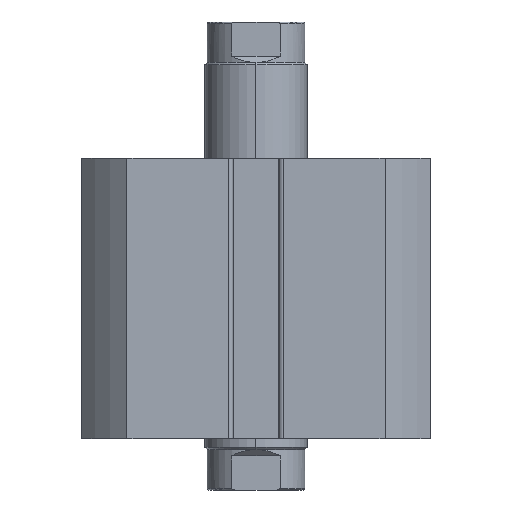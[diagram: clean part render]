
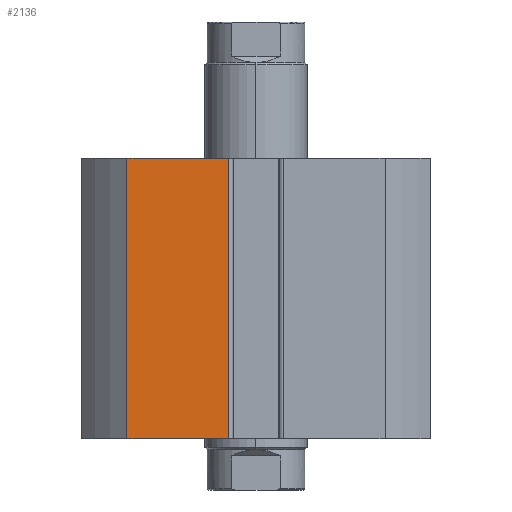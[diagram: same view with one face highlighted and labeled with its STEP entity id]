
A CAD part, front view. The second image highlights one B-rep face of the part: STEP entity #2136.
In plain terms, the highlighted planar face has unit normal (0, -1, 0).
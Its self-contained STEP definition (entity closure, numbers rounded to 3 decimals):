
#286 = LINE ( 'NONE', #5276, #287 ) ;
#287 = VECTOR ( 'NONE', #5275, 1000. ) ;
#343 = LINE ( 'NONE', #5785, #347 ) ;
#347 = VECTOR ( 'NONE', #5783, 1000. ) ;
#366 = LINE ( 'NONE', #5723, #370 ) ;
#370 = VECTOR ( 'NONE', #5792, 1000. ) ;
#376 = LINE ( 'NONE', #5077, #380 ) ;
#380 = VECTOR ( 'NONE', #5076, 1000. ) ;
#1273 = EDGE_CURVE ( 'NONE', #5543, #5542, #286, .T. ) ;
#1316 = EDGE_CURVE ( 'NONE', #5889, #5443, #343, .T. ) ;
#1330 = EDGE_CURVE ( 'NONE', #5443, #5542, #366, .T. ) ;
#1334 = EDGE_CURVE ( 'NONE', #5889, #5543, #376, .T. ) ;
#1583 = CARTESIAN_POINT ( 'NONE',  ( -15.166, -20.5, 0. ) ) ;
#2136 = ADVANCED_FACE ( 'NONE', ( #4654 ), #4298, .F. ) ;
#2312 = EDGE_LOOP ( 'NONE', ( #2819, #2818, #2817, #2816 ) ) ;
#2816 = ORIENTED_EDGE ( 'NONE', *, *, #1273, .F. ) ;
#2817 = ORIENTED_EDGE ( 'NONE', *, *, #1330, .T. ) ;
#2818 = ORIENTED_EDGE ( 'NONE', *, *, #1316, .T. ) ;
#2819 = ORIENTED_EDGE ( 'NONE', *, *, #1334, .F. ) ;
#3194 = AXIS2_PLACEMENT_3D ( 'NONE', #4301, #4307, #4308 ) ;
#4298 = PLANE ( 'NONE',  #3194 ) ;
#4301 = CARTESIAN_POINT ( 'NONE',  ( -20.5, -20.5, 33. ) ) ;
#4307 = DIRECTION ( 'NONE',  ( 0., 1., 0. ) ) ;
#4308 = DIRECTION ( 'NONE',  ( 0., 0., 1. ) ) ;
#4521 = CARTESIAN_POINT ( 'NONE',  ( -3.2, -20.5, 0. ) ) ;
#4571 = CARTESIAN_POINT ( 'NONE',  ( -3.2, -20.5, 33. ) ) ;
#4572 = CARTESIAN_POINT ( 'NONE',  ( -15.166, -20.5, 33. ) ) ;
#4654 = FACE_OUTER_BOUND ( 'NONE', #2312, .T. ) ;
#5076 = DIRECTION ( 'NONE',  ( 0., 0., 1. ) ) ;
#5077 = CARTESIAN_POINT ( 'NONE',  ( -15.166, -20.5, 0. ) ) ;
#5275 = DIRECTION ( 'NONE',  ( 1., 0., 0. ) ) ;
#5276 = CARTESIAN_POINT ( 'NONE',  ( -20.5, -20.5, 33. ) ) ;
#5443 = VERTEX_POINT ( 'NONE', #4521 ) ;
#5542 = VERTEX_POINT ( 'NONE', #4571 ) ;
#5543 = VERTEX_POINT ( 'NONE', #4572 ) ;
#5723 = CARTESIAN_POINT ( 'NONE',  ( -3.2, -20.5, 33. ) ) ;
#5783 = DIRECTION ( 'NONE',  ( 1., 0., 0. ) ) ;
#5785 = CARTESIAN_POINT ( 'NONE',  ( -20.5, -20.5, 0. ) ) ;
#5792 = DIRECTION ( 'NONE',  ( 0., 0., 1. ) ) ;
#5889 = VERTEX_POINT ( 'NONE', #1583 ) ;
